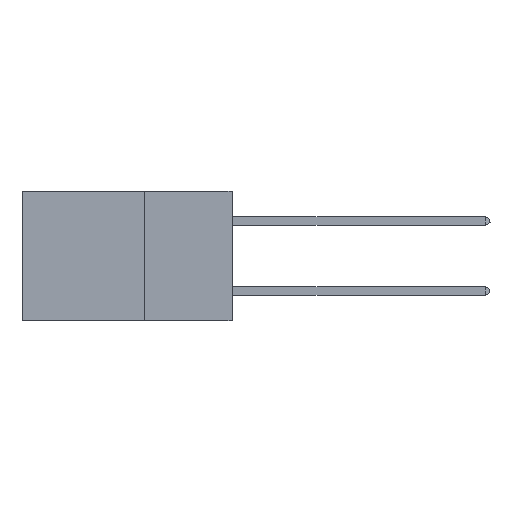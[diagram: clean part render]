
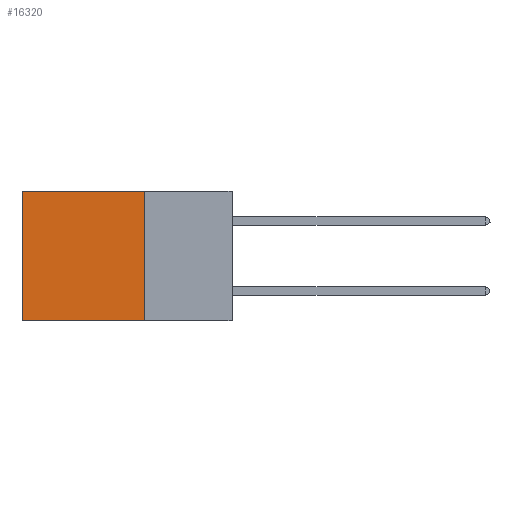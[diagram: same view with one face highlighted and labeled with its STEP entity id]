
A CAD part, left-side view. The second image highlights one B-rep face of the part: STEP entity #16320.
In plain terms, the highlighted planar face has unit normal (-1, 0, 0).
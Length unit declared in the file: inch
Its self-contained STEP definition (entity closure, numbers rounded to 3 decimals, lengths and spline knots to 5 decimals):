
#58 = ORIENTED_EDGE ( 'NONE', *, *, #5749, .T. ) ;
#403 = LINE ( 'NONE', #13000, #12085 ) ;
#1178 = DIRECTION ( 'NONE',  ( 0., 0., -1. ) ) ;
#1256 = DIRECTION ( 'NONE',  ( 0., 0., -1. ) ) ;
#2318 = EDGE_CURVE ( 'NONE', #20122, #10223, #5328, .T. ) ;
#2937 = LINE ( 'NONE', #18424, #14403 ) ;
#3231 = VERTEX_POINT ( 'NONE', #15248 ) ;
#3559 = EDGE_CURVE ( 'NONE', #3231, #10959, #10048, .T. ) ;
#4085 = EDGE_LOOP ( 'NONE', ( #58, #10596, #9623, #9171 ) ) ;
#4254 = CARTESIAN_POINT ( 'NONE',  ( 0.2875, 0.25, 0. ) ) ;
#5328 = LINE ( 'NONE', #10176, #8267 ) ;
#5749 = EDGE_CURVE ( 'NONE', #10959, #10223, #403, .T. ) ;
#6512 = AXIS2_PLACEMENT_3D ( 'NONE', #4254, #10455, #1256 ) ;
#6797 = DIRECTION ( 'NONE',  ( 0., 0., -1. ) ) ;
#8267 = VECTOR ( 'NONE', #8318, 39.37008 ) ;
#8318 = DIRECTION ( 'NONE',  ( 0., 1., 0. ) ) ;
#9171 = ORIENTED_EDGE ( 'NONE', *, *, #3559, .T. ) ;
#9623 = ORIENTED_EDGE ( 'NONE', *, *, #14918, .F. ) ;
#10048 = LINE ( 'NONE', #16356, #15805 ) ;
#10176 = CARTESIAN_POINT ( 'NONE',  ( 0.2875, 0.25, -0.37 ) ) ;
#10223 = VERTEX_POINT ( 'NONE', #12862 ) ;
#10455 = DIRECTION ( 'NONE',  ( 1., 0., 0. ) ) ;
#10596 = ORIENTED_EDGE ( 'NONE', *, *, #2318, .F. ) ;
#10755 = PLANE ( 'NONE',  #6512 ) ;
#10959 = VERTEX_POINT ( 'NONE', #16725 ) ;
#12085 = VECTOR ( 'NONE', #6797, 39.37008 ) ;
#12862 = CARTESIAN_POINT ( 'NONE',  ( 0.2875, 0.6, -0.37 ) ) ;
#13000 = CARTESIAN_POINT ( 'NONE',  ( 0.2875, 0.6, 0. ) ) ;
#14403 = VECTOR ( 'NONE', #1178, 39.37008 ) ;
#14918 = EDGE_CURVE ( 'NONE', #3231, #20122, #2937, .T. ) ;
#15248 = CARTESIAN_POINT ( 'NONE',  ( 0.2875, 0.25, 0. ) ) ;
#15334 = CARTESIAN_POINT ( 'NONE',  ( 0.2875, 0.25, -0.37 ) ) ;
#15805 = VECTOR ( 'NONE', #16563, 39.37008 ) ;
#16320 = ADVANCED_FACE ( 'NONE', ( #18405 ), #10755, .F. ) ;
#16356 = CARTESIAN_POINT ( 'NONE',  ( 0.2875, 0.25, 0. ) ) ;
#16563 = DIRECTION ( 'NONE',  ( 0., 1., 0. ) ) ;
#16725 = CARTESIAN_POINT ( 'NONE',  ( 0.2875, 0.6, 0. ) ) ;
#18405 = FACE_OUTER_BOUND ( 'NONE', #4085, .T. ) ;
#18424 = CARTESIAN_POINT ( 'NONE',  ( 0.2875, 0.25, 0. ) ) ;
#20122 = VERTEX_POINT ( 'NONE', #15334 ) ;
